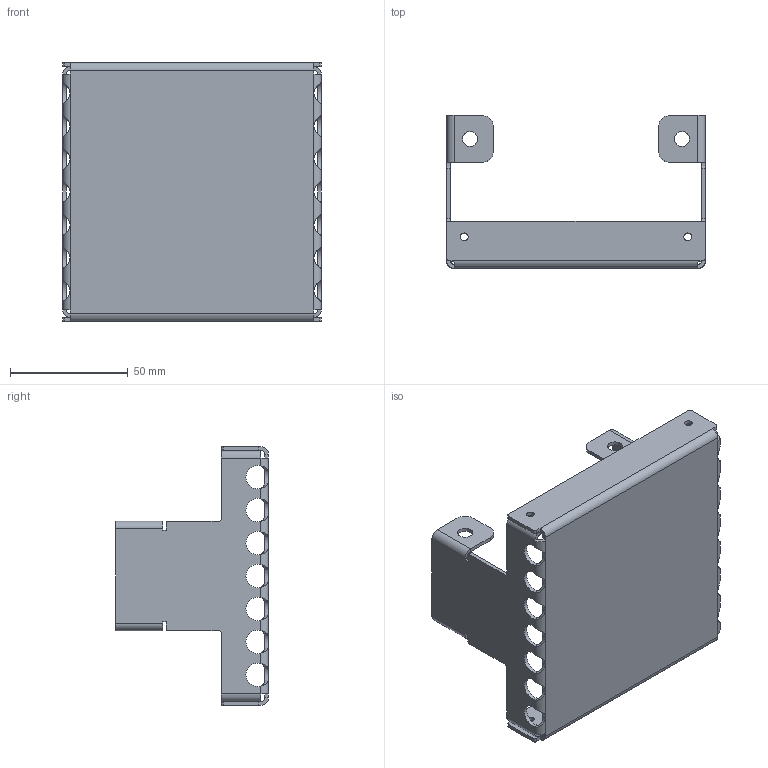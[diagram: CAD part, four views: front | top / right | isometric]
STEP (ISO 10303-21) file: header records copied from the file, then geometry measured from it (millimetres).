
FILE_DESCRIPTION(/* description */ (''),/* implementation_level */ '2;1');
FILE_NAME(/* name */ 'platform.stp',/* time_stamp */ '2016-10-04T20:15:05-07:00',/* author */ ('cruiser'),/* organization */ (''),/* preprocessor_version */ 'ST-DEVELOPER v15.2',/* originating_system */ 'Autodesk Inventor 2014',/* authorisation */ '');
FILE_SCHEMA (('AUTOMOTIVE_DESIGN { 1 0 10303 214 3 1 1 }'));
Length unit declared in the file: millimetre
Products named in the file (1): platform
Bounding box: 110 x 65 x 110 mm (x, y, z)
Volume: 39040.5 mm3; surface area: 51822.5 mm2
Topology: 1 solids, 1 shells, 206 faces, 572 edges, 340 vertices
Faces by surface type: plane 110, cylinder 82, bspline 14
Full cylindrical faces by diameter (mm): 3.26 x8, 6.5 x4
Entity records: 7300 total; most frequent: CARTESIAN_POINT 1989, ORIENTED_EDGE 1120, DIRECTION 1082, EDGE_CURVE 560, LINE 368, VECTOR 368, AXIS2_PLACEMENT_3D 357, VERTEX_POINT 340
